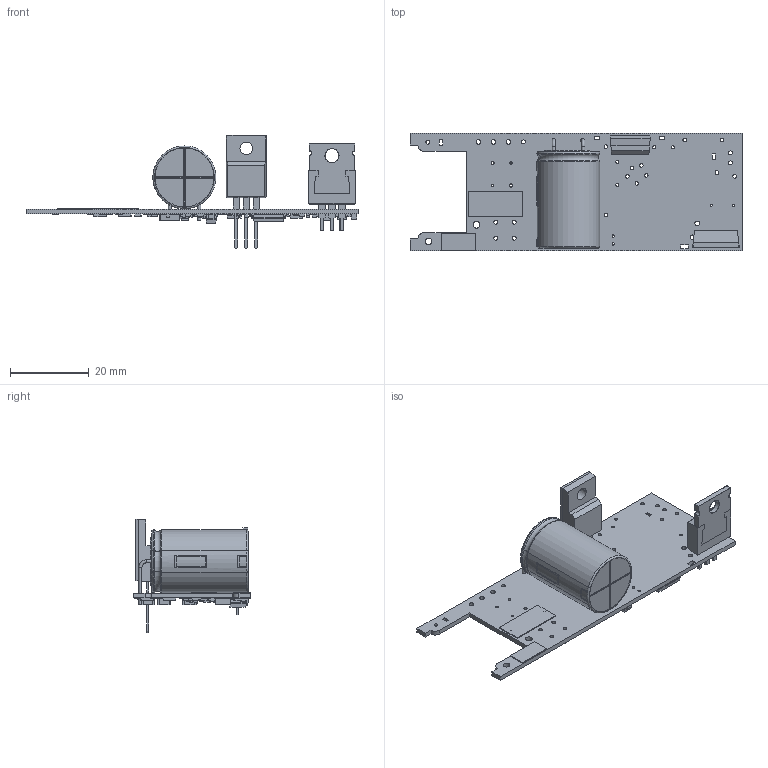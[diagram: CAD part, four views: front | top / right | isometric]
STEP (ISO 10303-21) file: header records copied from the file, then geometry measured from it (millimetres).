
FILE_DESCRIPTION(('Open CASCADE Model'),'2;1');
FILE_NAME('Open CASCADE Shape Model','2020-09-20T10:57:19',('Author'),( 'Open CASCADE'),'Open CASCADE STEP processor 6.8','Open CASCADE 6.8' ,'Unknown');
FILE_SCHEMA(('AUTOMOTIVE_DESIGN { 1 0 10303 214 1 1 1 1 }'));
Length unit declared in the file: millimetre
Products named in the file (130): PCB; Board; TP41; 7380001472; Cylinder; R30; RES_0603_(1608_metric); C17; 7380001856; Extruded; TP22; R29; RES_1206_(3216_metric); R28; TP16; TP40; TP39; TP38; TP37; TP36; TP35; TP34; TP33; TP32; TP31; TP30; TP29; TP28; TP27; TP26; TP25; TP24; TP23; TP21; TP20; TP19; TP18; TP17; TP15; TP14 ...
Assembly tree (204 placements, depth 4):
  PCB
    Board
    TP41
      7380001472
        Cylinder
    R30
      RES_0603_(1608_metric)
    C17
      7380001856
        Extruded
    TP22
      7380001472
        Cylinder
    R29
      RES_1206_(3216_metric)
    R28
      RES_1206_(3216_metric)
    TP16
      7380001472
        Cylinder
    TP40
      7380001472
        Cylinder
    TP39
      7380001472
        Cylinder
    TP38
      7380001472
        Cylinder
    TP37
      7380001472
        Cylinder
    TP36
      7380001472
        Cylinder
    TP35
      7380001472
        Cylinder
    TP34
      7380001472
        Cylinder
    TP33
      7380001472
        Cylinder
    TP32
      7380001472
        Cylinder
    TP31
      7380001472
        Cylinder
    TP30
      7380001472
        Cylinder
    TP29
      7380001472
        Cylinder
    TP28
      7380001472
        Cylinder
    TP27
Bounding box: 84.45 x 29.97 x 28.85 mm (x, y, z)
Volume: 8958.3 mm3; surface area: 9390.5 mm2
Topology: 108 solids, 108 shells, 2231 faces, 5431 edges, 3470 vertices
Faces by surface type: plane 1837, bspline 218, cylinder 160, torus 12, cone 4
Full cylindrical faces by diameter (mm): 0.4 x1, 0.6 x6, 0.8 x14, 0.9 x5, 0.914 x4, 0.965 x3, 1 x9, 1.168 x2, 1.2 x3, 1.524 x41, 1.7 x2, 12.8 x1, 15 x1
Entity records: 38880 total; most frequent: CARTESIAN_POINT 9498, ORIENTED_EDGE 5656, DIRECTION 4691, EDGE_CURVE 2828, LINE 1925, VECTOR 1925, VERTEX_POINT 1804, AXIS2_PLACEMENT_3D 1383
